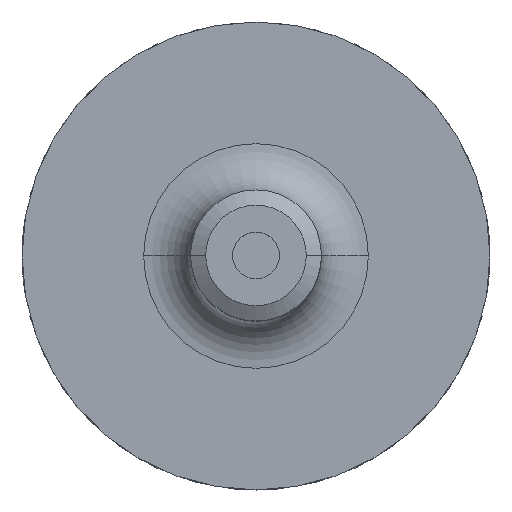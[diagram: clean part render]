
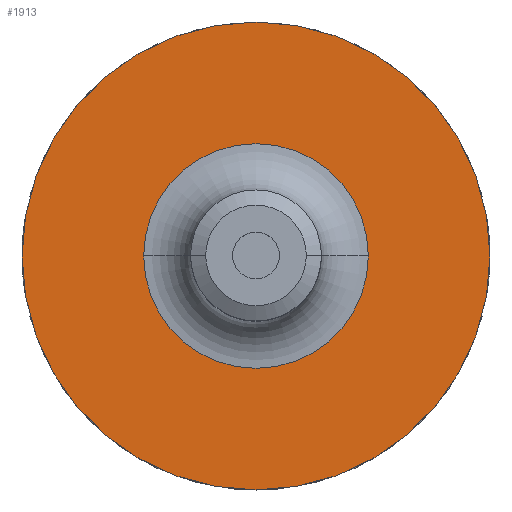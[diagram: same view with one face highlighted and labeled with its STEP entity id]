
A CAD part, top view. The second image highlights one B-rep face of the part: STEP entity #1913.
In plain terms, the highlighted planar face has unit normal (0, 0, 1).
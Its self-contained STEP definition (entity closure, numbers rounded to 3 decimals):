
#9 = VERTEX_POINT ( 'NONE', #892 ) ;
#27 = CARTESIAN_POINT ( 'NONE',  ( 24., 0., 38. ) ) ;
#147 = DIRECTION ( 'NONE',  ( -1., 0., 0. ) ) ;
#198 = DIRECTION ( 'NONE',  ( -1., 0., 0. ) ) ;
#307 = CARTESIAN_POINT ( 'NONE',  ( 0., 0., 38. ) ) ;
#315 = EDGE_CURVE ( 'NONE', #9, #681, #1502, .T. ) ;
#351 = EDGE_LOOP ( 'NONE', ( #1297, #444 ) ) ;
#436 = DIRECTION ( 'NONE',  ( 0., 0., -1. ) ) ;
#444 = ORIENTED_EDGE ( 'NONE', *, *, #911, .T. ) ;
#501 = VERTEX_POINT ( 'NONE', #545 ) ;
#510 = EDGE_CURVE ( 'NONE', #501, #527, #889, .T. ) ;
#527 = VERTEX_POINT ( 'NONE', #882 ) ;
#545 = CARTESIAN_POINT ( 'NONE',  ( 50., 0., 38. ) ) ;
#627 = CIRCLE ( 'NONE', #702, 50. ) ;
#681 = VERTEX_POINT ( 'NONE', #27 ) ;
#685 = AXIS2_PLACEMENT_3D ( 'NONE', #307, #436, #895 ) ;
#694 = ORIENTED_EDGE ( 'NONE', *, *, #510, .F. ) ;
#702 = AXIS2_PLACEMENT_3D ( 'NONE', #1610, #1183, #1035 ) ;
#708 = ORIENTED_EDGE ( 'NONE', *, *, #1647, .F. ) ;
#728 = CARTESIAN_POINT ( 'NONE',  ( 0., 0., 38. ) ) ;
#751 = DIRECTION ( 'NONE',  ( 0., 0., -1. ) ) ;
#848 = CARTESIAN_POINT ( 'NONE',  ( 0., 0., 38. ) ) ;
#882 = CARTESIAN_POINT ( 'NONE',  ( -50., 0., 38. ) ) ;
#889 = CIRCLE ( 'NONE', #1022, 50. ) ;
#892 = CARTESIAN_POINT ( 'NONE',  ( -24., 0., 38. ) ) ;
#895 = DIRECTION ( 'NONE',  ( -1., 0., 0. ) ) ;
#911 = EDGE_CURVE ( 'NONE', #681, #9, #1156, .T. ) ;
#918 = DIRECTION ( 'NONE',  ( 0., 0., -1. ) ) ;
#1014 = DIRECTION ( 'NONE',  ( -1., 0., 0. ) ) ;
#1022 = AXIS2_PLACEMENT_3D ( 'NONE', #728, #751, #147 ) ;
#1035 = DIRECTION ( 'NONE',  ( -1., 0., 0. ) ) ;
#1156 = CIRCLE ( 'NONE', #685, 24. ) ;
#1183 = DIRECTION ( 'NONE',  ( 0., 0., -1. ) ) ;
#1197 = EDGE_LOOP ( 'NONE', ( #708, #694 ) ) ;
#1251 = CARTESIAN_POINT ( 'NONE',  ( 0., 0., 38. ) ) ;
#1297 = ORIENTED_EDGE ( 'NONE', *, *, #315, .T. ) ;
#1398 = PLANE ( 'NONE',  #1476 ) ;
#1476 = AXIS2_PLACEMENT_3D ( 'NONE', #1251, #918, #198 ) ;
#1502 = CIRCLE ( 'NONE', #1617, 24. ) ;
#1513 = FACE_BOUND ( 'NONE', #351, .T. ) ;
#1610 = CARTESIAN_POINT ( 'NONE',  ( 0., 0., 38. ) ) ;
#1617 = AXIS2_PLACEMENT_3D ( 'NONE', #848, #1895, #1014 ) ;
#1647 = EDGE_CURVE ( 'NONE', #527, #501, #627, .T. ) ;
#1784 = FACE_OUTER_BOUND ( 'NONE', #1197, .T. ) ;
#1895 = DIRECTION ( 'NONE',  ( 0., 0., -1. ) ) ;
#1913 = ADVANCED_FACE ( 'NONE', ( #1513, #1784 ), #1398, .F. ) ;
